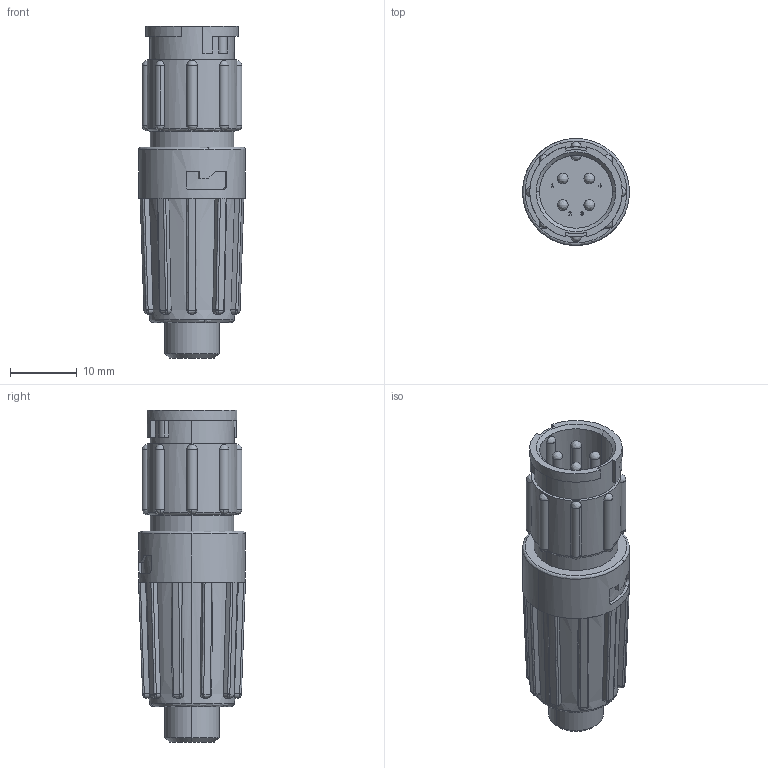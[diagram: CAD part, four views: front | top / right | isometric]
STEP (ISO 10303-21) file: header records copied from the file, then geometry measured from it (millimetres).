
FILE_DESCRIPTION (( 'STEP AP203' ), '1' );
FILE_NAME ('8382-4PG-5XX.STEP', '2017-11-07T20:23:20', ( '' ), ( '' ), 'SwSTEP 2.0', 'SolidWorks 2017', '' );
FILE_SCHEMA (( 'CONFIG_CONTROL_DESIGN' ));
Length unit declared in the file: inch
Products named in the file (1): 8382-4PG-5XX
Bounding box: 16 x 16 x 49.71 mm (x, y, z)
Volume: 5602.2 mm3; surface area: 3881.6 mm2
Topology: 1 solids, 1 shells, 360 faces, 963 edges, 562 vertices
Faces by surface type: bspline 139, plane 136, cylinder 75, cone 10
Entity records: 19299 total; most frequent: CARTESIAN_POINT 11655, ORIENTED_EDGE 1810, DIRECTION 1229, EDGE_CURVE 905, VERTEX_POINT 562, AXIS2_PLACEMENT_3D 434, EDGE_LOOP 375, LINE 361
